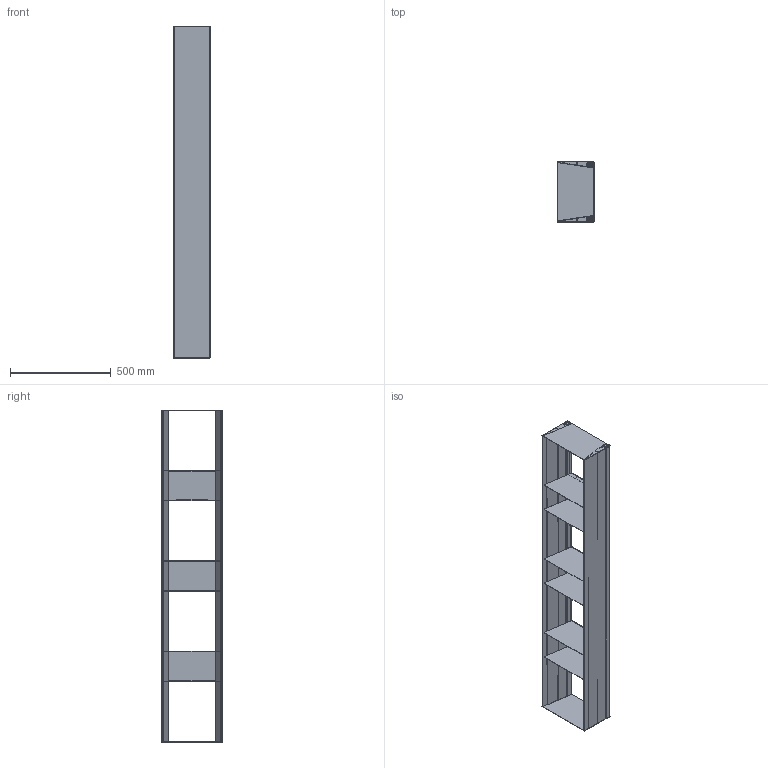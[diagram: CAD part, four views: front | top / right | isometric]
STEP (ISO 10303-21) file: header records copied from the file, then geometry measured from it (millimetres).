
FILE_DESCRIPTION(('STEP AP214'),'1');
FILE_NAME('rregal 1650.STP','2023-11-23T10:17:18',(' '),(' '),'Spatial InterOp 3D',' ',' ');
FILE_SCHEMA(('AUTOMOTIVE_DESIGN { 1 0 10303 214 1 1 1 1 }'));
Length unit declared in the file: millimetre
Products named in the file (1): Solt_r M_bel|Fachbodeneinheit Solit__re#Fachbodeneinheit Solit_re|Solit__re-Board#Solit_re-Board;Solit_re-Board
Bounding box: 180.5 x 301 x 1650 mm (x, y, z)
Volume: 4898108.7 mm3; surface area: 4712250 mm2
Topology: 29 solids, 29 shells, 1234 faces, 3452 edges, 2276 vertices
Faces by surface type: cylinder 598, plane 568, cone 56, bspline 12
Entity records: 40718 total; most frequent: DIRECTION 7218, CARTESIAN_POINT 7195, ORIENTED_EDGE 6904, EDGE_CURVE 3452, AXIS2_PLACEMENT_3D 2539, VERTEX_POINT 2276, LINE 2140, VECTOR 2140
